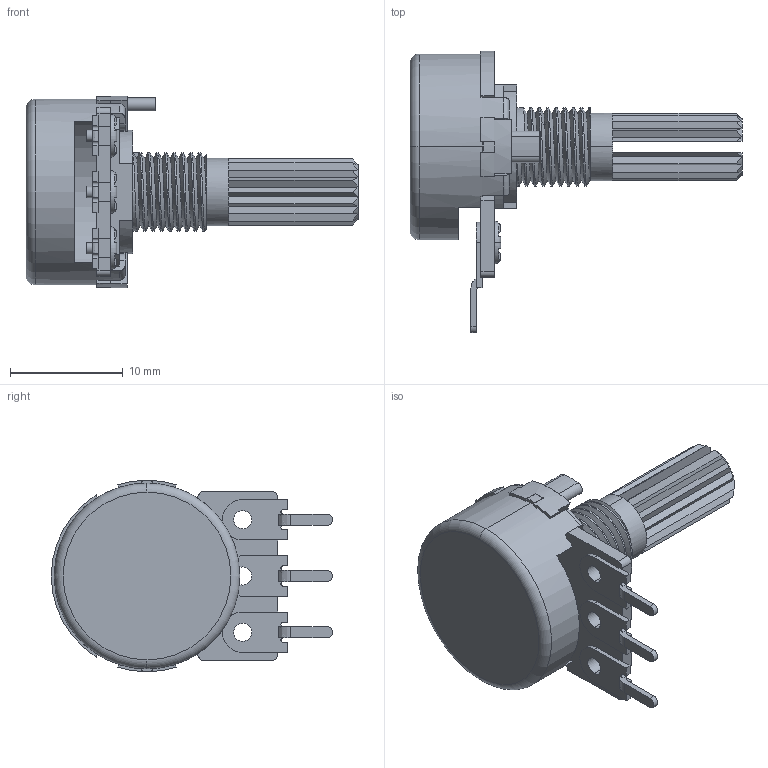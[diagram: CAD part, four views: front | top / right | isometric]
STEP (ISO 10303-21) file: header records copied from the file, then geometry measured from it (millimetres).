
FILE_DESCRIPTION((''),'2;1');
FILE_NAME('PDB18','2020-10-07T',('lijun'),(''),'PRO/ENGINEER BY PARAMETRIC TECHNOLOGY CORPORATION, 2008380','PRO/ENGINEER BY PARAMETRIC TECHNOLOGY CORPORATION, 2008380','');
FILE_SCHEMA(('CONFIG_CONTROL_DESIGN'));
Length unit declared in the file: millimetre
Products named in the file (1): PDB18
Bounding box: 29.5 x 25 x 17 mm (x, y, z)
Volume: 1387.2 mm3; surface area: 2533.7 mm2
Topology: 1 solids, 4 shells, 348 faces, 890 edges, 563 vertices
Faces by surface type: plane 229, cylinder 69, torus 20, cone 18, bspline 6, extrusion 6
Entity records: 12499 total; most frequent: CARTESIAN_POINT 4075, ORIENTED_EDGE 1780, DIRECTION 1696, EDGE_CURVE 890, AXIS2_PLACEMENT_3D 591, VERTEX_POINT 563, VECTOR 514, LINE 508
